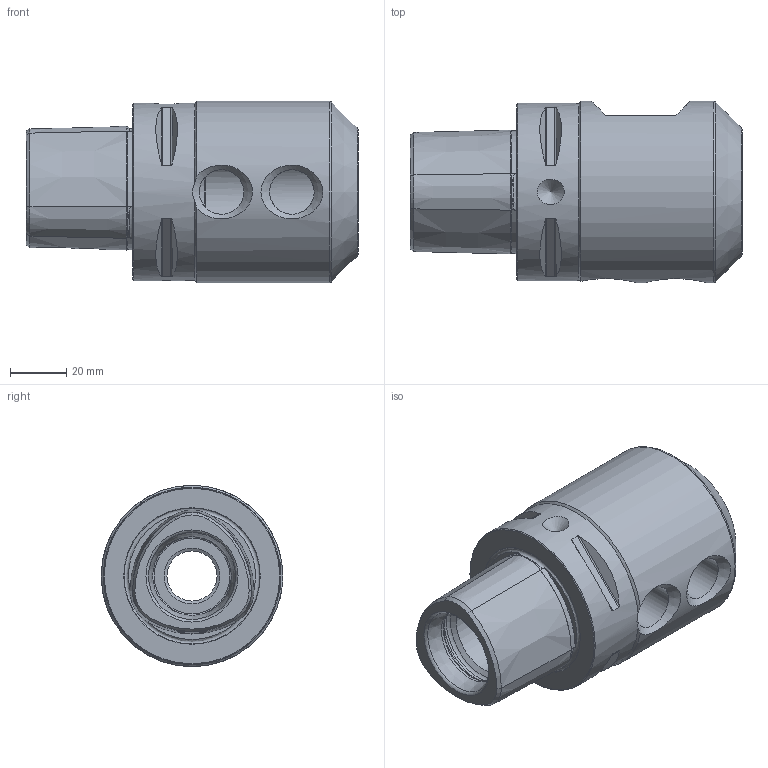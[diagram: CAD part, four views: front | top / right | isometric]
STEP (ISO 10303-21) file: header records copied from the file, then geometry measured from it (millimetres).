
FILE_DESCRIPTION( ( 'Unknown' ), '1' );
FILE_NAME( '280632550-C.stp', 'Unknown', ( 'Unknown' ), ( 'Unknown' ), 'PSStep 15.0.49', 'Unknown', ' ' );
FILE_SCHEMA( ( 'AUTOMOTIVE_DESIGN { 1 0 10303 214 1 1 1 1 }' ) );
Length unit declared in the file: millimetre
Products named in the file (1): 1
Bounding box: 118 x 64.5 x 64.5 mm (x, y, z)
Volume: 234143 mm3; surface area: 36172.8 mm2
Topology: 1 solids, 1 shells, 110 faces, 283 edges, 175 vertices
Faces by surface type: cone 58, cylinder 22, plane 22, torus 8
Full cylindrical faces by diameter (mm): 4 x1, 8.1 x2, 15.835 x2, 17.835 x2, 25 x1, 25.5 x1, 28 x2, 32 x1, 63 x1, 64.5 x1
Entity records: 4666 total; most frequent: CARTESIAN_POINT 1477, DIRECTION 462, ORIENTED_EDGE 436, EDGE_CURVE 218, AXIS2_PLACEMENT_3D 199, EDGE_LOOP 157, VERTEX_POINT 152, FACE_OUTER_BOUND 132
